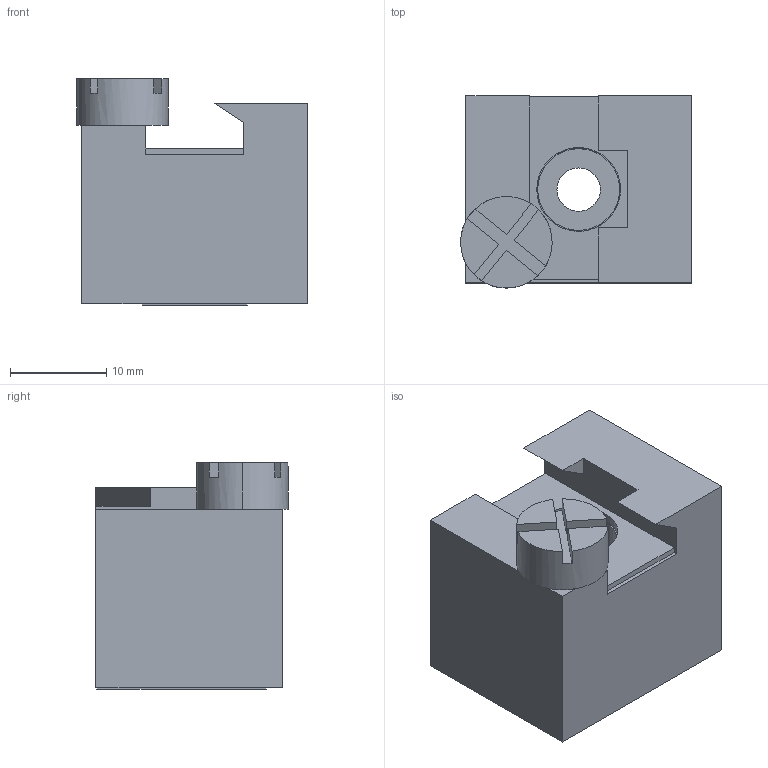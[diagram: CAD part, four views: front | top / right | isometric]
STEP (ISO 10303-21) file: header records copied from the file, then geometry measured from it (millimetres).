
FILE_DESCRIPTION(('HOOPS Exchange Step'),'2;1');
FILE_NAME('export-D868C373-35F5-447D-A66C-50EDC6F2CEF0.stp','2023-04-15T11:24:16+02:00',('Engineering'),('Alibre'),'HOOPS Exchange 2021.0','Alibre','Unknown authorisation');
FILE_SCHEMA( ('AP242_MANAGED_MODEL_BASED_3D_ENGINEERING_MIM_LF {1 0 10303 442 1 1 4 }') );
Length unit declared in the file: millimetre
Products named in the file (1): 3710 Support bracket - AB_SS-M
Bounding box: 23.95 x 19.95 x 23.55 mm (x, y, z)
Volume: 7708.1 mm3; surface area: 3406.1 mm2
Topology: 1 solids, 1 shells, 61 faces, 157 edges, 102 vertices
Faces by surface type: plane 49, cylinder 12
Entity records: 1927 total; most frequent: DIRECTION 323, CARTESIAN_POINT 322, ORIENTED_EDGE 314, EDGE_CURVE 157, VECTOR 117, LINE 117, AXIS2_PLACEMENT_3D 103, VERTEX_POINT 102
